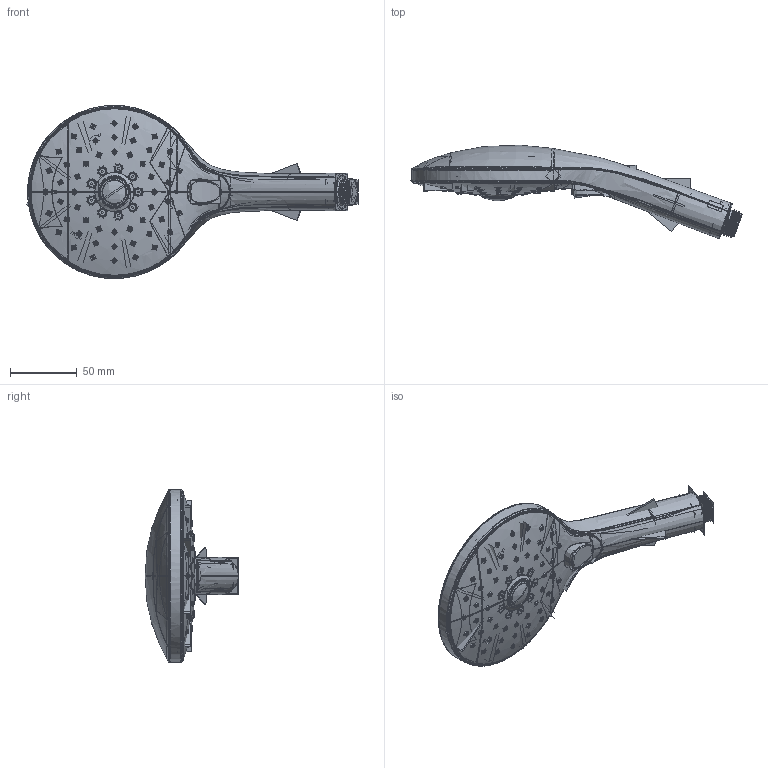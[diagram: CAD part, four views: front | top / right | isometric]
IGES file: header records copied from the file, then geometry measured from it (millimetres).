
Start section:  PTC IGES file: ffas9h11-000al0bc0_asm.igs
Global section: file name: ffas9h11-000al0bc0_asm.igs; native system: Creo Parametric by PTC Inc.; preprocessor: 2022162; author: 10114295; organization: Unknown; date: 20230116.142420; units: millimetre
Bounding box: 248.84 x 70.13 x 129.71 mm (x, y, z)
Volume: 129761.4 mm3; surface area: 604226.3 mm2
Topology: 25 solids, 25 shells, 7830 faces, 40060 edges, 50301 vertices
Faces by surface type: bspline 4420, revolution 3338, extrusion 72
